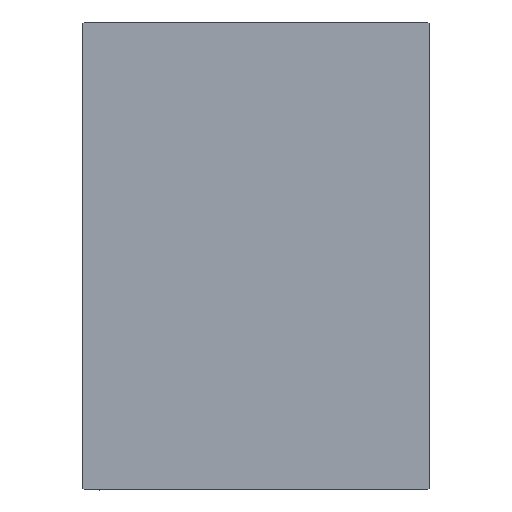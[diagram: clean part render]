
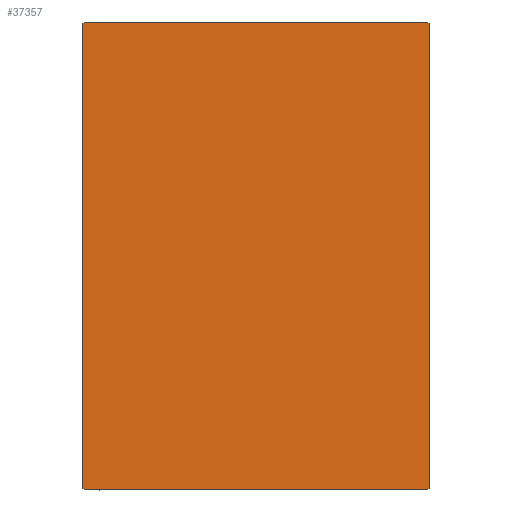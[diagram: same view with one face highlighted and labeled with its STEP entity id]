
A CAD part, left-side view. The second image highlights one B-rep face of the part: STEP entity #37357.
In plain terms, the highlighted face is planar.
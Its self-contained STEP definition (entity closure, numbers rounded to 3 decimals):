
#1605 = LINE ( 'NONE', #14684, #34082 ) ;
#1617 = CARTESIAN_POINT ( 'NONE',  ( 88., 36.85, -36.85 ) ) ;
#2097 = CARTESIAN_POINT ( 'NONE',  ( 88., 31.2, -42.5 ) ) ;
#2206 = DIRECTION ( 'NONE',  ( 0., 1., 0. ) ) ;
#3506 = DIRECTION ( 'NONE',  ( 0., 0., -1. ) ) ;
#4521 = PLANE ( 'NONE',  #36870 ) ;
#4656 = VECTOR ( 'NONE', #2206, 1000. ) ;
#5402 = CARTESIAN_POINT ( 'NONE',  ( 88., -31.2, -42.5 ) ) ;
#5748 = VERTEX_POINT ( 'NONE', #5402 ) ;
#8553 = CARTESIAN_POINT ( 'NONE',  ( 88., -31.5, -42.2 ) ) ;
#9417 = VERTEX_POINT ( 'NONE', #14722 ) ;
#9764 = VERTEX_POINT ( 'NONE', #23308 ) ;
#10152 = CARTESIAN_POINT ( 'NONE',  ( 88., -31.5, 42.5 ) ) ;
#11212 = DIRECTION ( 'NONE',  ( 0., -0.707, -0.707 ) ) ;
#11415 = ORIENTED_EDGE ( 'NONE', *, *, #29043, .T. ) ;
#11560 = EDGE_CURVE ( 'NONE', #19217, #9417, #23951, .T. ) ;
#11969 = CARTESIAN_POINT ( 'NONE',  ( 88., -36.85, -36.85 ) ) ;
#12098 = LINE ( 'NONE', #22000, #22609 ) ;
#14276 = DIRECTION ( 'NONE',  ( 0., 0.707, 0.707 ) ) ;
#14684 = CARTESIAN_POINT ( 'NONE',  ( 88., 31.5, 42.5 ) ) ;
#14722 = CARTESIAN_POINT ( 'NONE',  ( 88., 31.5, -42.2 ) ) ;
#16175 = LINE ( 'NONE', #10152, #23135 ) ;
#17649 = CARTESIAN_POINT ( 'NONE',  ( 88., 31.5, 42.2 ) ) ;
#17670 = EDGE_LOOP ( 'NONE', ( #26403, #28540, #40248, #34202, #18664, #34654, #11415, #36006 ) ) ;
#17738 = VECTOR ( 'NONE', #41585, 1000. ) ;
#18084 = LINE ( 'NONE', #31156, #31393 ) ;
#18448 = EDGE_CURVE ( 'NONE', #32066, #22110, #1605, .T. ) ;
#18664 = ORIENTED_EDGE ( 'NONE', *, *, #18448, .T. ) ;
#19217 = VERTEX_POINT ( 'NONE', #2097 ) ;
#19913 = EDGE_CURVE ( 'NONE', #5748, #19217, #34367, .T. ) ;
#21041 = DIRECTION ( 'NONE',  ( 1., 0., 0. ) ) ;
#22000 = CARTESIAN_POINT ( 'NONE',  ( 88., 31.5, -42.5 ) ) ;
#22110 = VERTEX_POINT ( 'NONE', #34050 ) ;
#22215 = DIRECTION ( 'NONE',  ( 0., 0., 1. ) ) ;
#22443 = LINE ( 'NONE', #35290, #29390 ) ;
#22609 = VECTOR ( 'NONE', #22215, 1000. ) ;
#23053 = VERTEX_POINT ( 'NONE', #8553 ) ;
#23135 = VECTOR ( 'NONE', #3506, 1000. ) ;
#23308 = CARTESIAN_POINT ( 'NONE',  ( 88., -31.5, 42.2 ) ) ;
#23951 = LINE ( 'NONE', #1617, #31884 ) ;
#25438 = EDGE_CURVE ( 'NONE', #23053, #5748, #28926, .T. ) ;
#26403 = ORIENTED_EDGE ( 'NONE', *, *, #19913, .T. ) ;
#27446 = EDGE_CURVE ( 'NONE', #9417, #31969, #12098, .T. ) ;
#27471 = CARTESIAN_POINT ( 'NONE',  ( 88., 0., 0. ) ) ;
#28540 = ORIENTED_EDGE ( 'NONE', *, *, #11560, .T. ) ;
#28926 = LINE ( 'NONE', #11969, #17738 ) ;
#29043 = EDGE_CURVE ( 'NONE', #9764, #23053, #16175, .T. ) ;
#29067 = DIRECTION ( 'NONE',  ( 0., -0.707, 0.707 ) ) ;
#29390 = VECTOR ( 'NONE', #29067, 1000. ) ;
#31156 = CARTESIAN_POINT ( 'NONE',  ( 88., -36.85, 36.85 ) ) ;
#31393 = VECTOR ( 'NONE', #11212, 1000. ) ;
#31884 = VECTOR ( 'NONE', #14276, 1000. ) ;
#31969 = VERTEX_POINT ( 'NONE', #17649 ) ;
#32066 = VERTEX_POINT ( 'NONE', #32608 ) ;
#32608 = CARTESIAN_POINT ( 'NONE',  ( 88., 31.2, 42.5 ) ) ;
#33794 = EDGE_CURVE ( 'NONE', #22110, #9764, #18084, .T. ) ;
#34050 = CARTESIAN_POINT ( 'NONE',  ( 88., -31.2, 42.5 ) ) ;
#34082 = VECTOR ( 'NONE', #36587, 1000. ) ;
#34120 = DIRECTION ( 'NONE',  ( 0., 0., -1. ) ) ;
#34202 = ORIENTED_EDGE ( 'NONE', *, *, #38693, .T. ) ;
#34367 = LINE ( 'NONE', #37795, #4656 ) ;
#34654 = ORIENTED_EDGE ( 'NONE', *, *, #33794, .T. ) ;
#35290 = CARTESIAN_POINT ( 'NONE',  ( 88., 36.85, 36.85 ) ) ;
#36006 = ORIENTED_EDGE ( 'NONE', *, *, #25438, .T. ) ;
#36587 = DIRECTION ( 'NONE',  ( 0., -1., 0. ) ) ;
#36870 = AXIS2_PLACEMENT_3D ( 'NONE', #27471, #21041, #34120 ) ;
#37117 = FACE_OUTER_BOUND ( 'NONE', #17670, .T. ) ;
#37357 = ADVANCED_FACE ( 'NONE', ( #37117 ), #4521, .T. ) ;
#37795 = CARTESIAN_POINT ( 'NONE',  ( 88., -31.5, -42.5 ) ) ;
#38693 = EDGE_CURVE ( 'NONE', #31969, #32066, #22443, .T. ) ;
#40248 = ORIENTED_EDGE ( 'NONE', *, *, #27446, .T. ) ;
#41585 = DIRECTION ( 'NONE',  ( 0., 0.707, -0.707 ) ) ;
